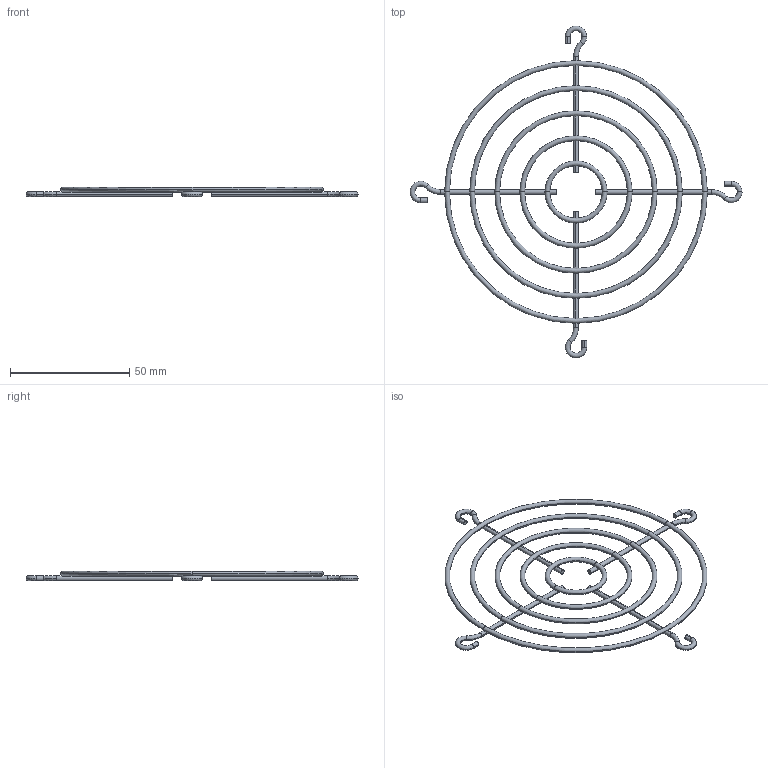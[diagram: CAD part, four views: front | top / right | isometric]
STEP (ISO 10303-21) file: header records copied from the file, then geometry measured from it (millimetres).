
FILE_DESCRIPTION (( 'STEP AP214' ), '1' );
FILE_NAME ('5RE1500_RETE ASPIRANTE_DIC100_F762B.STEP', '2023-10-26T09:06:26', ( '' ), ( '' ), 'SwSTEP 2.0', 'SolidWorks 2022', '' );
FILE_SCHEMA (( 'AUTOMOTIVE_DESIGN' ));
Length unit declared in the file: millimetre
Products named in the file (1): 5RE1500_RETE ASPIRANTE_DIC100_F762B
Bounding box: 139 x 139 x 3.95 mm (x, y, z)
Volume: 4161 mm3; surface area: 8334.9 mm2
Topology: 1 solids, 1 shells, 64 faces, 188 edges, 112 vertices
Faces by surface type: torus 40, cylinder 16, plane 8
Entity records: 2536 total; most frequent: CARTESIAN_POINT 725, DIRECTION 400, ORIENTED_EDGE 376, EDGE_CURVE 188, AXIS2_PLACEMENT_3D 187, CIRCLE 122, VERTEX_POINT 112, EDGE_LOOP 84
